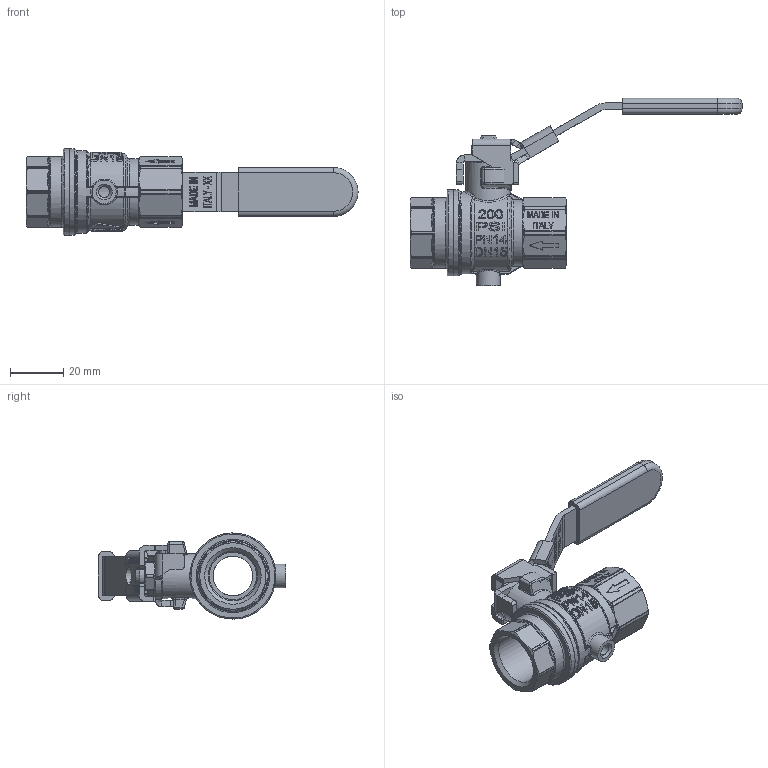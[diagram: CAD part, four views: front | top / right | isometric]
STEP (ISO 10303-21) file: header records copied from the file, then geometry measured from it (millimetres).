
FILE_DESCRIPTION(/* description */ (''),/* implementation_level */ '2;1');
FILE_NAME(/* name */ 'kh_12_entleer.stp',/* time_stamp */ '2017-12-11T12:42:02+01:00',/* author */ ('leitheußer'),/* organization */ (''),/* preprocessor_version */ 'ST-DEVELOPER v15.6',/* originating_system */ 'Autodesk Inventor LT ',/* authorisation */ '');
FILE_SCHEMA (('AUTOMOTIVE_DESIGN { 1 0 10303 214 3 1 1 }'));
Products named in the file (1): S93D00
Bounding box: 125.28 x 70.68 x 32.5 mm (x, y, z)
Volume: 38125.6 mm3; surface area: 24113.7 mm2
Topology: 7 solids, 7 shells, 1715 faces, 4442 edges, 2811 vertices
Faces by surface type: plane 822, bspline 559, cylinder 215, cone 64, torus 44, sphere 11
Full cylindrical faces by diameter (mm): 4.2 x1, 6 x1, 7.5 x1, 8.95 x1, 9 x1, 15 x2, 17 x1, 18.631 x2, 26.7 x1, 27 x1, 31 x1, 32.5 x2
Entity records: 63125 total; most frequent: CARTESIAN_POINT 24903, ORIENTED_EDGE 8690, DIRECTION 6387, EDGE_CURVE 4345, VERTEX_POINT 2795, LINE 2407, VECTOR 2407, AXIS2_PLACEMENT_3D 1990
